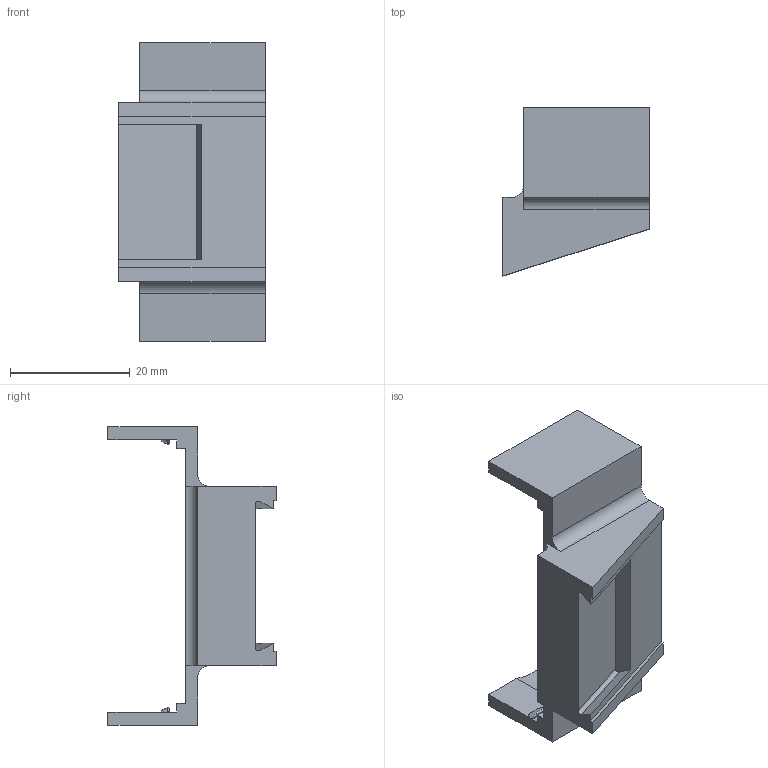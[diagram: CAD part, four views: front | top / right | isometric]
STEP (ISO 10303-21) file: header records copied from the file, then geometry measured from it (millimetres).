
FILE_DESCRIPTION(/* description */ (''),/* implementation_level */ '2;1');
FILE_NAME(/* name */ 'SensorHolderBracketPT2.stp',/* time_stamp */ '2024-06-17T16:39:27-07:00',/* author */ ('sahuber'),/* organization */ (''),/* preprocessor_version */ 'ST-DEVELOPER v20',/* originating_system */ 'Autodesk Inventor 2024',/* authorisation */ '');
FILE_SCHEMA (('AUTOMOTIVE_DESIGN { 1 0 10303 214 3 1 1 }'));
Length unit declared in the file: millimetre
Products named in the file (1): SensorHolderBracketPT2
Bounding box: 24.5 x 28.13 x 50 mm (x, y, z)
Volume: 8873.1 mm3; surface area: 4904.4 mm2
Topology: 1 solids, 1 shells, 62 faces, 170 edges, 110 vertices
Faces by surface type: plane 37, bspline 16, cylinder 9
Entity records: 2840 total; most frequent: CARTESIAN_POINT 1328, ORIENTED_EDGE 332, DIRECTION 254, EDGE_CURVE 166, VERTEX_POINT 110, LINE 108, VECTOR 108, AXIS2_PLACEMENT_3D 73
